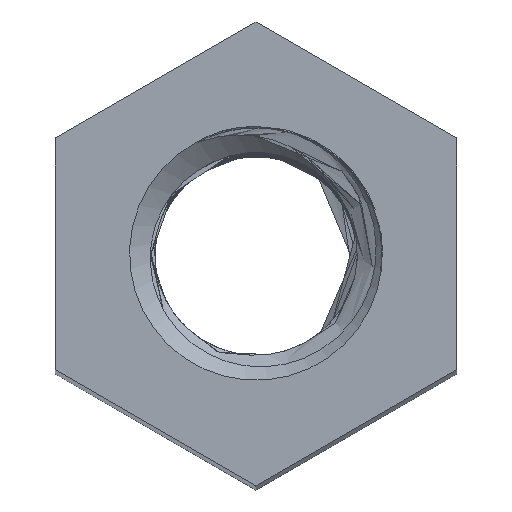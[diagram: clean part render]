
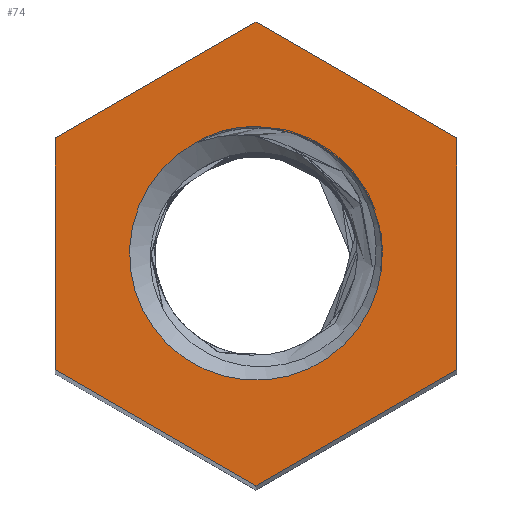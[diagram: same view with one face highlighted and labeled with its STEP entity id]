
A CAD part, top view. The second image highlights one B-rep face of the part: STEP entity #74.
In plain terms, the highlighted planar face has unit normal (0, 0, 1).
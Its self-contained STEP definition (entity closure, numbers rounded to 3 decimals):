
#74=ADVANCED_FACE('',(#770,#772),#774,.T.);
#770=FACE_BOUND('',#771,.T.);
#771=EDGE_LOOP('',(#32235,#32236,#32237,#32238,#32239,#32240));
#772=FACE_BOUND('',#773,.T.);
#773=EDGE_LOOP('',(#32241,#32242));
#774=PLANE('',#775);
#775=AXIS2_PLACEMENT_3D('',#776,#777,#778);
#776=CARTESIAN_POINT('',(0.,0.,25.));
#777=DIRECTION('',(0.,0.,1.));
#778=DIRECTION('',(-1.,0.,0.));
#32235=ORIENTED_EDGE('',*,*,#32685,.T.);
#32236=ORIENTED_EDGE('',*,*,#32686,.T.);
#32237=ORIENTED_EDGE('',*,*,#32687,.T.);
#32238=ORIENTED_EDGE('',*,*,#32688,.T.);
#32239=ORIENTED_EDGE('',*,*,#32689,.T.);
#32240=ORIENTED_EDGE('',*,*,#32690,.T.);
#32241=ORIENTED_EDGE('',*,*,#32691,.T.);
#32242=ORIENTED_EDGE('',*,*,#32674,.T.);
#32674=EDGE_CURVE('',#32901,#32899,#32902,.F.);
#32685=EDGE_CURVE('',#32922,#32923,#32924,.T.);
#32686=EDGE_CURVE('',#32923,#32925,#32926,.T.);
#32687=EDGE_CURVE('',#32925,#32927,#32928,.T.);
#32688=EDGE_CURVE('',#32927,#32929,#32930,.T.);
#32689=EDGE_CURVE('',#32929,#32931,#32932,.T.);
#32690=EDGE_CURVE('',#32931,#32922,#32933,.T.);
#32691=EDGE_CURVE('',#32899,#32901,#32934,.F.);
#32899=VERTEX_POINT('',#33274);
#32901=VERTEX_POINT('',#33290);
#32902=CIRCLE('',#33291,1.26);
#32922=VERTEX_POINT('',#33468);
#32923=VERTEX_POINT('',#33469);
#32924=LINE('',#33470,#33471);
#32925=VERTEX_POINT('',#33473);
#32926=LINE('',#33474,#33475);
#32927=VERTEX_POINT('',#33477);
#32928=LINE('',#33478,#33479);
#32929=VERTEX_POINT('',#33481);
#32930=LINE('',#33482,#33483);
#32931=VERTEX_POINT('',#33485);
#32932=LINE('',#33486,#33487);
#32933=LINE('',#33489,#33490);
#32934=B_SPLINE_CURVE_WITH_KNOTS('',3,
(#33492,#33493,#33494,#33495,#33496,#33497,#33498,#33499,#33500,#33501,#33502,#33503,
#33504,#33505,#33506,#33507,#33508,#33509,#33510,#33511,#33512),
.UNSPECIFIED.,.F.,.F.,
(4,1,1,1,1,1,1,1,1,1,1,1,1,1,1,1,1,1,4),
(0.,0.068,0.102,0.204,0.207,0.262,
0.317,0.352,0.433,0.514,0.553,
0.667,0.684,0.773,0.848,0.859,
0.935,0.963,1.),
.UNSPECIFIED.);
#33274=CARTESIAN_POINT('',(-0.603,1.106,25.));
#33290=CARTESIAN_POINT('',(0.189,1.246,25.));
#33291=AXIS2_PLACEMENT_3D('',#33292,#33293,#33294);
#33292=CARTESIAN_POINT('',(0.,0.,25.));
#33293=DIRECTION('',(0.,0.,1.));
#33294=DIRECTION('',(-0.479,0.878,0.));
#33468=CARTESIAN_POINT('',(0.,-2.309,25.));
#33469=CARTESIAN_POINT('',(2.,-1.155,25.));
#33470=CARTESIAN_POINT('',(0.,-2.309,25.));
#33471=VECTOR('',#33472,1.);
#33472=DIRECTION('',(0.866,0.5,0.));
#33473=CARTESIAN_POINT('',(2.,1.155,25.));
#33474=CARTESIAN_POINT('',(2.,-1.155,25.));
#33475=VECTOR('',#33476,1.);
#33476=DIRECTION('',(0.,1.,0.));
#33477=CARTESIAN_POINT('',(0.,2.309,25.));
#33478=CARTESIAN_POINT('',(2.,1.155,25.));
#33479=VECTOR('',#33480,1.);
#33480=DIRECTION('',(-0.866,0.5,0.));
#33481=CARTESIAN_POINT('',(-2.,1.155,25.));
#33482=CARTESIAN_POINT('',(0.,2.309,25.));
#33483=VECTOR('',#33484,1.);
#33484=DIRECTION('',(-0.866,-0.5,0.));
#33485=CARTESIAN_POINT('',(-2.,-1.155,25.));
#33486=CARTESIAN_POINT('',(-2.,1.155,25.));
#33487=VECTOR('',#33488,1.);
#33488=DIRECTION('',(0.,-1.,0.));
#33489=CARTESIAN_POINT('',(-2.,-1.155,25.));
#33490=VECTOR('',#33491,1.);
#33491=DIRECTION('',(0.866,-0.5,0.));
#33492=CARTESIAN_POINT('',(0.189,1.246,25.));
#33493=CARTESIAN_POINT('',(0.17,1.25,25.));
#33494=CARTESIAN_POINT('',(0.143,1.255,25.));
#33495=CARTESIAN_POINT('',(0.087,1.262,25.));
#33496=CARTESIAN_POINT('',(0.049,1.265,25.));
#33497=CARTESIAN_POINT('',(0.005,1.267,25.));
#33498=CARTESIAN_POINT('',(-0.026,1.268,25.));
#33499=CARTESIAN_POINT('',(-0.065,1.267,25.));
#33500=CARTESIAN_POINT('',(-0.112,1.265,25.));
#33501=CARTESIAN_POINT('',(-0.166,1.259,25.));
#33502=CARTESIAN_POINT('',(-0.221,1.251,25.));
#33503=CARTESIAN_POINT('',(-0.283,1.238,25.));
#33504=CARTESIAN_POINT('',(-0.328,1.226,25.));
#33505=CARTESIAN_POINT('',(-0.386,1.208,25.));
#33506=CARTESIAN_POINT('',(-0.433,1.192,25.));
#33507=CARTESIAN_POINT('',(-0.477,1.173,25.));
#33508=CARTESIAN_POINT('',(-0.518,1.154,25.));
#33509=CARTESIAN_POINT('',(-0.546,1.14,25.));
#33510=CARTESIAN_POINT('',(-0.579,1.121,25.));
#33511=CARTESIAN_POINT('',(-0.595,1.112,25.));
#33512=CARTESIAN_POINT('',(-0.603,1.106,25.));
